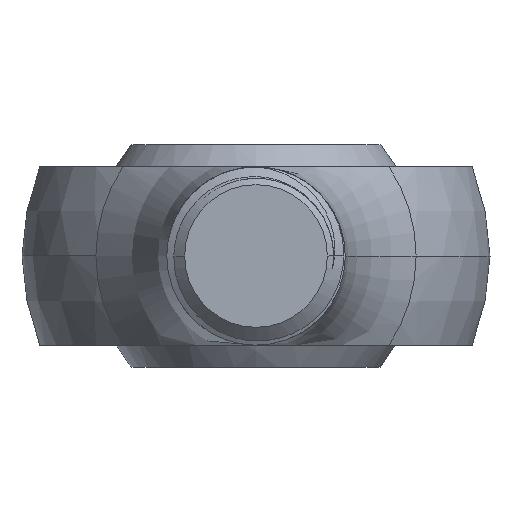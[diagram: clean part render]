
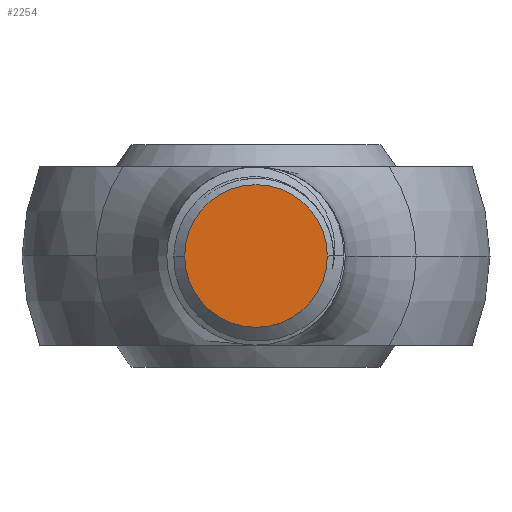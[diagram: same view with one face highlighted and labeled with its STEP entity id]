
A CAD part, front view. The second image highlights one B-rep face of the part: STEP entity #2254.
In plain terms, the highlighted planar face has unit normal (0, -1, 0).
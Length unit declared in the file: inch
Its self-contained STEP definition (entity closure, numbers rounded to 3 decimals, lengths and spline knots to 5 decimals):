
#51 = EDGE_CURVE ( 'NONE', #7337, #7056, #4537, .T. ) ;
#277 = ORIENTED_EDGE ( 'NONE', *, *, #51, .T. ) ;
#798 = AXIS2_PLACEMENT_3D ( 'NONE', #5997, #1926, #6563 ) ;
#967 = CIRCLE ( 'NONE', #1237, 0.2 ) ;
#1133 = EDGE_LOOP ( 'NONE', ( #7057, #277 ) ) ;
#1237 = AXIS2_PLACEMENT_3D ( 'NONE', #7814, #1864, #6509 ) ;
#1850 = DIRECTION ( 'NONE',  ( 0., 1., 0. ) ) ;
#1864 = DIRECTION ( 'NONE',  ( 0., -1., 0. ) ) ;
#1926 = DIRECTION ( 'NONE',  ( 0., -1., 0. ) ) ;
#1977 = PLANE ( 'NONE',  #6212 ) ;
#2254 = ADVANCED_FACE ( 'NONE', ( #7921 ), #1977, .F. ) ;
#4537 = CIRCLE ( 'NONE', #798, 0.2 ) ;
#5079 = CARTESIAN_POINT ( 'NONE',  ( 0.2, -1.5, 0. ) ) ;
#5997 = CARTESIAN_POINT ( 'NONE',  ( 0., -1.5, 0. ) ) ;
#6212 = AXIS2_PLACEMENT_3D ( 'NONE', #7882, #1850, #8401 ) ;
#6509 = DIRECTION ( 'NONE',  ( -1., 0., 0. ) ) ;
#6563 = DIRECTION ( 'NONE',  ( -1., 0., 0. ) ) ;
#7056 = VERTEX_POINT ( 'NONE', #7388 ) ;
#7057 = ORIENTED_EDGE ( 'NONE', *, *, #7421, .T. ) ;
#7337 = VERTEX_POINT ( 'NONE', #5079 ) ;
#7388 = CARTESIAN_POINT ( 'NONE',  ( -0.2, -1.5, 0. ) ) ;
#7421 = EDGE_CURVE ( 'NONE', #7056, #7337, #967, .T. ) ;
#7814 = CARTESIAN_POINT ( 'NONE',  ( 0., -1.5, 0. ) ) ;
#7882 = CARTESIAN_POINT ( 'NONE',  ( 0., -1.5, 0. ) ) ;
#7921 = FACE_OUTER_BOUND ( 'NONE', #1133, .T. ) ;
#8401 = DIRECTION ( 'NONE',  ( -1., 0., 0. ) ) ;
